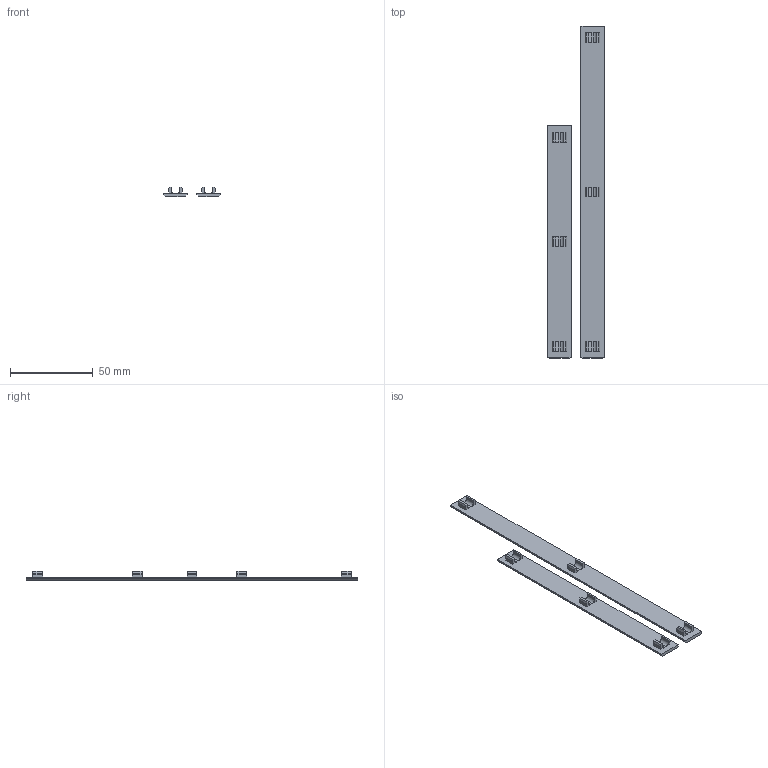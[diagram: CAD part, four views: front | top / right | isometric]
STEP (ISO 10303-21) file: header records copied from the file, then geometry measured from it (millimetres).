
FILE_DESCRIPTION(/* description */ (''),/* implementation_level */ '2;1');
FILE_NAME(/* name */ 'cable_cover_3030.step',/* time_stamp */ '2021-07-10T11:38:46-07:00',/* author */ (''),/* organization */ (''),/* preprocessor_version */ 'ST-DEVELOPER v18.1',/* originating_system */ 'Autodesk Translation Framework v10.9.0.1377',/* authorisation */ '');
FILE_SCHEMA (('AUTOMOTIVE_DESIGN { 1 0 10303 214 3 1 1 }'));
Length unit declared in the file: millimetre
Products named in the file (1): 3030 Cable Cover
Bounding box: 34 x 200 x 5.5 mm (x, y, z)
Volume: 9602.9 mm3; surface area: 11173.6 mm2
Topology: 2 solids, 2 shells, 112 faces, 288 edges, 192 vertices
Faces by surface type: plane 100, cylinder 12
Entity records: 3388 total; most frequent: CARTESIAN_POINT 593, ORIENTED_EDGE 576, DIRECTION 538, EDGE_CURVE 288, LINE 264, VECTOR 264, VERTEX_POINT 192, AXIS2_PLACEMENT_3D 137
